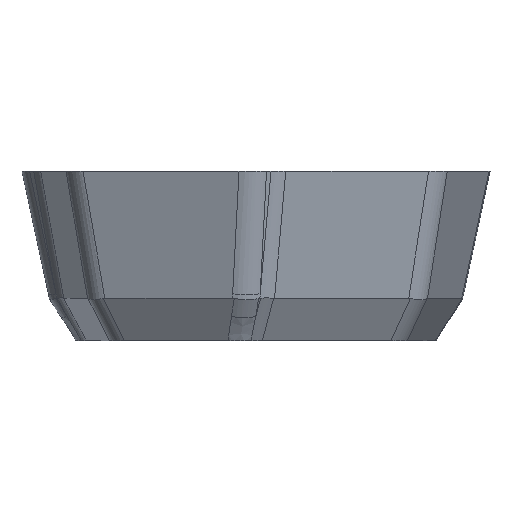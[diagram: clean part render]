
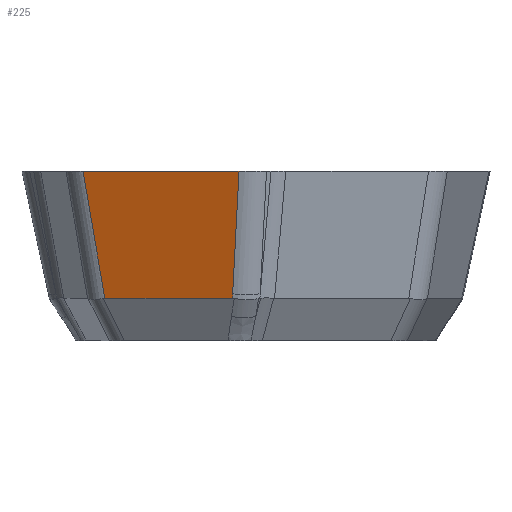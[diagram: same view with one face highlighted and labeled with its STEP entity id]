
A CAD part, left-side view. The second image highlights one B-rep face of the part: STEP entity #225.
In plain terms, the highlighted planar face has unit normal (-0.948, 0.254, -0.191).
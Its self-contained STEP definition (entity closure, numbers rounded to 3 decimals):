
#117=FACE_OUTER_BOUND('',#337,.T.);
#170=ELLIPSE('',#1460,24.884,1.);
#225=ADVANCED_FACE('',(#117),#261,.T.);
#261=PLANE('',#1465);
#337=EDGE_LOOP('',(#610,#611,#612,#613,#614));
#610=ORIENTED_EDGE('',*,*,#966,.T.);
#611=ORIENTED_EDGE('',*,*,#967,.T.);
#612=ORIENTED_EDGE('',*,*,#958,.T.);
#613=ORIENTED_EDGE('',*,*,#955,.T.);
#614=ORIENTED_EDGE('',*,*,#840,.T.);
#724=VERTEX_POINT('',#2054);
#725=VERTEX_POINT('',#2056);
#802=VERTEX_POINT('',#2438);
#804=VERTEX_POINT('',#2455);
#808=VERTEX_POINT('',#2485);
#840=EDGE_CURVE('',#725,#724,#1220,.T.);
#955=EDGE_CURVE('',#802,#725,#1270,.T.);
#958=EDGE_CURVE('',#804,#802,#170,.T.);
#966=EDGE_CURVE('',#724,#808,#1276,.T.);
#967=EDGE_CURVE('',#808,#804,#1277,.T.);
#1220=LINE('',#2055,#1308);
#1270=LINE('',#2440,#1358);
#1276=LINE('',#2484,#1364);
#1277=LINE('',#2486,#1365);
#1308=VECTOR('',#1518,1.);
#1358=VECTOR('',#1726,1.);
#1364=VECTOR('',#1746,1.);
#1365=VECTOR('',#1747,1.);
#1460=AXIS2_PLACEMENT_3D('',#2454,#1731,#1732);
#1465=AXIS2_PLACEMENT_3D('',#2487,#1748,#1749);
#1518=DIRECTION('',(0.259,0.966,0.));
#1726=DIRECTION('',(-0.21,-0.05,0.976));
#1731=DIRECTION('',(0.948,-0.254,0.191));
#1732=DIRECTION('',(0.216,0.077,-0.973));
#1746=DIRECTION('',(0.152,-0.166,-0.974));
#1747=DIRECTION('',(-0.259,-0.966,0.));
#1748=DIRECTION('',(-0.948,0.254,-0.191));
#1749=DIRECTION('',(-0.259,-0.966,0.));
#2054=CARTESIAN_POINT('',(-3.164,2.861,0.));
#2055=CARTESIAN_POINT('',(-3.924,0.024,0.));
#2056=CARTESIAN_POINT('',(-3.855,0.281,0.));
#2438=CARTESIAN_POINT('',(-3.42,0.386,-2.026));
#2440=CARTESIAN_POINT('',(-3.861,0.28,0.027));
#2454=CARTESIAN_POINT('',(-6.637,-1.484,11.471));
#2455=CARTESIAN_POINT('',(-3.404,0.39,-2.1));
#2484=CARTESIAN_POINT('',(-3.111,2.8,-0.345));
#2485=CARTESIAN_POINT('',(-2.838,2.502,-2.1));
#2486=CARTESIAN_POINT('',(-3.53,-0.082,-2.1));
#2487=CARTESIAN_POINT('',(-3.924,0.024,0.));
